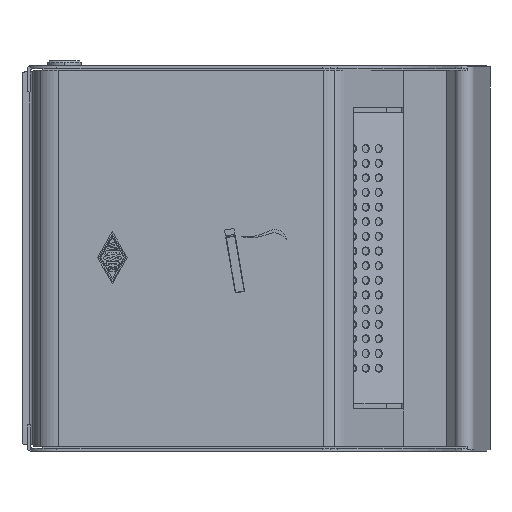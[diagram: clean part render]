
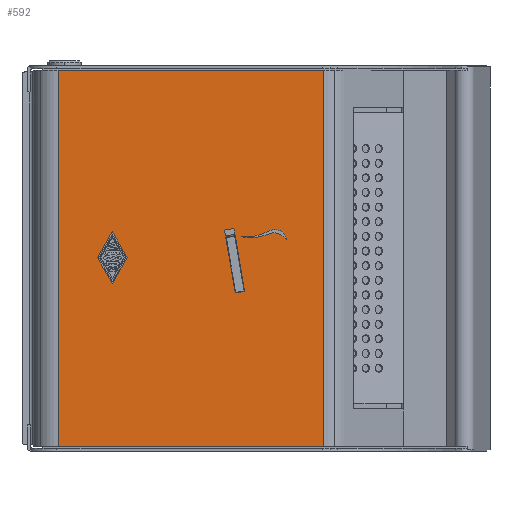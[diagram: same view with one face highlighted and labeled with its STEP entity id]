
A CAD part, front view. The second image highlights one B-rep face of the part: STEP entity #592.
In plain terms, the highlighted planar face has unit normal (0, -1, 0).
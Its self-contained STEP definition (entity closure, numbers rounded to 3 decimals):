
#592=ADVANCED_FACE('',(#1765,#1766,#1767,#1768,#1769),#1770,.T.);
#1765=FACE_BOUND('',#3580,.T.);
#1766=FACE_OUTER_BOUND('',#3581,.T.);
#1767=FACE_BOUND('',#3582,.T.);
#1768=FACE_BOUND('',#3583,.T.);
#1769=FACE_BOUND('',#3584,.T.);
#1770=PLANE('',#3585);
#3580=EDGE_LOOP('',(#7488,#7489,#7490,#7491));
#3581=EDGE_LOOP('',(#7492,#7493,#7494,#7495));
#3582=EDGE_LOOP('',(#7496,#7497,#7498,#7499));
#3583=EDGE_LOOP('',(#7500,#7501,#7502,#7503));
#3584=EDGE_LOOP('',(#7504,#7505,#7506,#7507));
#3585=AXIS2_PLACEMENT_3D('',#7508,#7509,#7510);
#7488=ORIENTED_EDGE('',*,*,#9544,.T.);
#7489=ORIENTED_EDGE('',*,*,#9546,.T.);
#7490=ORIENTED_EDGE('',*,*,#9548,.T.);
#7491=ORIENTED_EDGE('',*,*,#9549,.T.);
#7492=ORIENTED_EDGE('',*,*,#10120,.F.);
#7493=ORIENTED_EDGE('',*,*,#10172,.F.);
#7494=ORIENTED_EDGE('',*,*,#9074,.F.);
#7495=ORIENTED_EDGE('',*,*,#10129,.T.);
#7496=ORIENTED_EDGE('',*,*,#10198,.T.);
#7497=ORIENTED_EDGE('',*,*,#10205,.T.);
#7498=ORIENTED_EDGE('',*,*,#10203,.T.);
#7499=ORIENTED_EDGE('',*,*,#10201,.T.);
#7500=ORIENTED_EDGE('',*,*,#10190,.T.);
#7501=ORIENTED_EDGE('',*,*,#10197,.T.);
#7502=ORIENTED_EDGE('',*,*,#10195,.T.);
#7503=ORIENTED_EDGE('',*,*,#10193,.T.);
#7504=ORIENTED_EDGE('',*,*,#10174,.T.);
#7505=ORIENTED_EDGE('',*,*,#10181,.T.);
#7506=ORIENTED_EDGE('',*,*,#10179,.T.);
#7507=ORIENTED_EDGE('',*,*,#10177,.T.);
#7508=CARTESIAN_POINT('',(-65.875,24.202,358.895));
#7509=DIRECTION('',(0.,-1.0,0.0));
#7510=DIRECTION('',(0.0,0.0,-1.0));
#9074=EDGE_CURVE('',#10493,#10495,#10496,.T.);
#9544=EDGE_CURVE('',#11398,#11400,#11402,.T.);
#9546=EDGE_CURVE('',#11400,#11403,#11405,.T.);
#9548=EDGE_CURVE('',#11403,#11406,#11408,.T.);
#9549=EDGE_CURVE('',#11406,#11398,#11409,.T.);
#10120=EDGE_CURVE('',#12268,#12270,#12271,.T.);
#10129=EDGE_CURVE('',#10493,#12270,#12286,.T.);
#10172=EDGE_CURVE('',#10495,#12268,#12352,.T.);
#10174=EDGE_CURVE('',#12354,#12355,#12356,.T.);
#10177=EDGE_CURVE('',#12359,#12354,#12360,.T.);
#10179=EDGE_CURVE('',#12362,#12359,#12363,.T.);
#10181=EDGE_CURVE('',#12355,#12362,#12365,.T.);
#10190=EDGE_CURVE('',#12378,#12379,#12380,.T.);
#10193=EDGE_CURVE('',#12383,#12378,#12384,.T.);
#10195=EDGE_CURVE('',#12386,#12383,#12387,.T.);
#10197=EDGE_CURVE('',#12379,#12386,#12389,.T.);
#10198=EDGE_CURVE('',#12390,#12391,#12392,.T.);
#10201=EDGE_CURVE('',#12395,#12390,#12396,.T.);
#10203=EDGE_CURVE('',#12398,#12395,#12399,.T.);
#10205=EDGE_CURVE('',#12391,#12398,#12401,.T.);
#10493=VERTEX_POINT('',#12572);
#10495=VERTEX_POINT('',#12574);
#10496=LINE('',#12575,#12576);
#11398=VERTEX_POINT('',#13740);
#11400=VERTEX_POINT('',#13743);
#11402=LINE('',#13746,#13747);
#11403=VERTEX_POINT('',#13748);
#11405=LINE('',#13751,#13752);
#11406=VERTEX_POINT('',#13753);
#11408=LINE('',#13756,#13757);
#11409=LINE('',#13758,#13759);
#12268=VERTEX_POINT('',#15079);
#12270=VERTEX_POINT('',#15081);
#12271=LINE('',#15082,#15083);
#12286=LINE('',#15105,#15106);
#12352=LINE('',#15200,#15201);
#12354=VERTEX_POINT('',#15204);
#12355=VERTEX_POINT('',#15205);
#12356=CIRCLE('',#15206,27.512);
#12359=VERTEX_POINT('',#15211);
#12360=CIRCLE('',#15212,8.803);
#12362=VERTEX_POINT('',#15215);
#12363=CIRCLE('',#15216,7.016);
#12365=CIRCLE('',#15219,29.487);
#12378=VERTEX_POINT('',#15240);
#12379=VERTEX_POINT('',#15241);
#12380=LINE('',#15242,#15243);
#12383=VERTEX_POINT('',#15248);
#12384=LINE('',#15249,#15250);
#12386=VERTEX_POINT('',#15253);
#12387=LINE('',#15254,#15255);
#12389=LINE('',#15258,#15259);
#12390=VERTEX_POINT('',#15260);
#12391=VERTEX_POINT('',#15261);
#12392=LINE('',#15262,#15263);
#12395=VERTEX_POINT('',#15268);
#12396=LINE('',#15269,#15270);
#12398=VERTEX_POINT('',#15273);
#12399=LINE('',#15274,#15275);
#12401=LINE('',#15278,#15279);
#12572=CARTESIAN_POINT('',(-51.485,24.202,132.795));
#12574=CARTESIAN_POINT('',(-51.485,24.202,358.895));
#12575=CARTESIAN_POINT('',(-51.485,24.202,358.895));
#12576=VECTOR('',#15470,10.0);
#13740=CARTESIAN_POINT('',(-27.768,24.202,246.184));
#13743=CARTESIAN_POINT('',(-18.929,24.202,261.881));
#13746=CARTESIAN_POINT('',(-3.841,24.202,288.673));
#13747=VECTOR('',#16372,1.0);
#13748=CARTESIAN_POINT('',(-9.948,24.202,246.257));
#13751=CARTESIAN_POINT('',(-41.226,24.202,300.671));
#13752=VECTOR('',#16374,1.0);
#13753=CARTESIAN_POINT('',(-18.801,24.202,230.561));
#13756=CARTESIAN_POINT('',(2.976,24.202,269.171));
#13757=VECTOR('',#16376,1.0);
#13758=CARTESIAN_POINT('',(-56.819,24.202,296.802));
#13759=VECTOR('',#16377,1.0);
#15079=CARTESIAN_POINT('',(108.108,24.202,358.895));
#15081=CARTESIAN_POINT('',(108.108,24.202,132.795));
#15082=CARTESIAN_POINT('',(108.108,24.202,358.895));
#15083=VECTOR('',#17188,10.0);
#15105=CARTESIAN_POINT('',(-65.875,24.202,132.795));
#15106=VECTOR('',#17199,10.0);
#15200=CARTESIAN_POINT('',(-65.875,24.202,358.895));
#15201=VECTOR('',#17270,10.0);
#15204=CARTESIAN_POINT('',(74.885,24.202,260.449));
#15205=CARTESIAN_POINT('',(58.665,24.202,258.833));
#15206=AXIS2_PLACEMENT_3D('',#17272,#17273,#17274);
#15211=CARTESIAN_POINT('',(85.84,24.202,256.905));
#15212=AXIS2_PLACEMENT_3D('',#17277,#17278,#17279);
#15215=CARTESIAN_POINT('',(75.51,24.202,262.299));
#15216=AXIS2_PLACEMENT_3D('',#17281,#17282,#17283);
#15219=AXIS2_PLACEMENT_3D('',#17285,#17286,#17287);
#15240=CARTESIAN_POINT('',(54.975,24.202,225.045));
#15241=CARTESIAN_POINT('',(49.305,24.202,258.595));
#15242=CARTESIAN_POINT('',(40.884,24.202,308.427));
#15243=VECTOR('',#17296,10.0);
#15248=CARTESIAN_POINT('',(60.644,24.202,226.003));
#15249=CARTESIAN_POINT('',(8.641,24.202,217.215));
#15250=VECTOR('',#17299,10.0);
#15253=CARTESIAN_POINT('',(54.975,24.202,259.553));
#15254=CARTESIAN_POINT('',(46.554,24.202,309.385));
#15255=VECTOR('',#17301,10.0);
#15258=CARTESIAN_POINT('',(2.971,24.202,250.765));
#15259=VECTOR('',#17303,10.0);
#15260=CARTESIAN_POINT('',(48.595,24.202,262.795));
#15261=CARTESIAN_POINT('',(54.265,24.202,263.754));
#15262=CARTESIAN_POINT('',(2.261,24.202,254.965));
#15263=VECTOR('',#17304,10.0);
#15268=CARTESIAN_POINT('',(49.184,24.202,259.31));
#15269=CARTESIAN_POINT('',(39.259,24.202,318.044));
#15270=VECTOR('',#17307,10.0);
#15273=CARTESIAN_POINT('',(54.854,24.202,260.268));
#15274=CARTESIAN_POINT('',(2.85,24.202,251.48));
#15275=VECTOR('',#17309,10.0);
#15278=CARTESIAN_POINT('',(44.929,24.202,319.002));
#15279=VECTOR('',#17311,10.0);
#15470=DIRECTION('',(0.0,0.0,1.0));
#16372=DIRECTION('',(0.491,0.,0.871));
#16374=DIRECTION('',(0.498,0.,-0.867));
#16376=DIRECTION('',(-0.491,0.,-0.871));
#16377=DIRECTION('',(-0.498,0.,0.867));
#17188=DIRECTION('',(0.0,0.0,-1.0));
#17199=DIRECTION('',(1.0,0.,0.0));
#17270=DIRECTION('',(1.0,0.,0.0));
#17272=CARTESIAN_POINT('',(64.171,24.202,285.788));
#17273=DIRECTION('',(0.,1.0,0.));
#17274=DIRECTION('',(-0.2,0.,-0.98));
#17277=CARTESIAN_POINT('',(78.313,24.202,252.341));
#17278=DIRECTION('',(0.,-1.0,0.));
#17279=DIRECTION('',(-0.855,0.,-0.518));
#17281=CARTESIAN_POINT('',(78.866,24.202,256.137));
#17282=DIRECTION('',(0.,1.0,0.));
#17283=DIRECTION('',(0.994,0.,0.109));
#17285=CARTESIAN_POINT('',(61.404,24.202,288.193));
#17286=DIRECTION('',(0.,-1.0,0.));
#17287=DIRECTION('',(0.093,0.,0.996));
#17296=DIRECTION('',(-0.167,0.,0.986));
#17299=DIRECTION('',(-0.986,0.,-0.167));
#17301=DIRECTION('',(0.167,0.,-0.986));
#17303=DIRECTION('',(0.986,0.,0.167));
#17304=DIRECTION('',(0.986,0.,0.167));
#17307=DIRECTION('',(-0.167,0.,0.986));
#17309=DIRECTION('',(-0.986,0.,-0.167));
#17311=DIRECTION('',(0.167,0.,-0.986));
